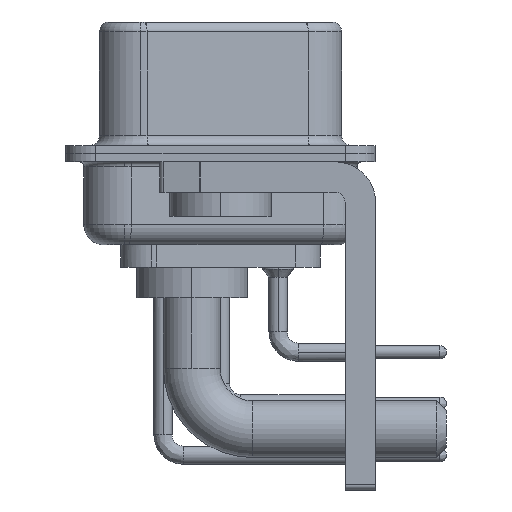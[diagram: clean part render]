
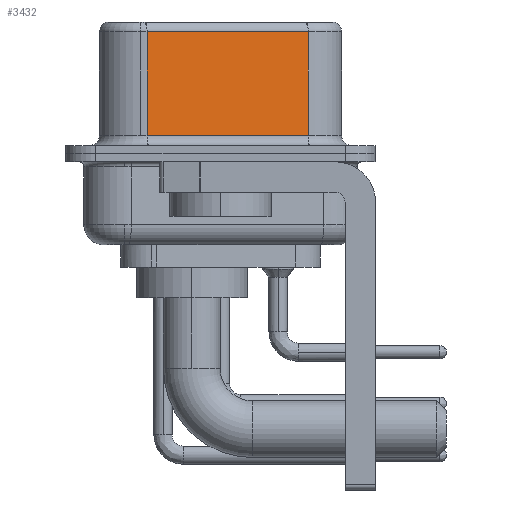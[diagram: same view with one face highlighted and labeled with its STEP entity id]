
A CAD part, left-side view. The second image highlights one B-rep face of the part: STEP entity #3432.
In plain terms, the highlighted planar face has unit normal (-0.985, -0.174, 0).
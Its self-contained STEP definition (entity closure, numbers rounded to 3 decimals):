
#495 = DIRECTION ( 'NONE',  ( 0., 0., -1. ) ) ;
#3432 = ADVANCED_FACE ( 'NONE', ( #22244 ), #6028, .F. ) ;
#4061 = VECTOR ( 'NONE', #23019, 1000. ) ;
#5471 = LINE ( 'NONE', #11331, #25419 ) ;
#5499 = VERTEX_POINT ( 'NONE', #22643 ) ;
#6028 = PLANE ( 'NONE',  #20398 ) ;
#9783 = EDGE_CURVE ( 'NONE', #30136, #5499, #5471, .T. ) ;
#11331 = CARTESIAN_POINT ( 'NONE',  ( 5.132, -4.322, 6.52 ) ) ;
#11944 = ORIENTED_EDGE ( 'NONE', *, *, #31443, .T. ) ;
#12133 = CARTESIAN_POINT ( 'NONE',  ( 5.132, -4.322, 0.9 ) ) ;
#13493 = DIRECTION ( 'NONE',  ( 0.985, 0.174, 0. ) ) ;
#14002 = EDGE_CURVE ( 'NONE', #30136, #16468, #31910, .T. ) ;
#15017 = ORIENTED_EDGE ( 'NONE', *, *, #9783, .F. ) ;
#15592 = EDGE_CURVE ( 'NONE', #31496, #5499, #33849, .T. ) ;
#16468 = VERTEX_POINT ( 'NONE', #32188 ) ;
#18572 = DIRECTION ( 'NONE',  ( -0.174, 0.985, 0. ) ) ;
#20228 = CARTESIAN_POINT ( 'NONE',  ( 5.132, -4.322, 6.02 ) ) ;
#20398 = AXIS2_PLACEMENT_3D ( 'NONE', #32896, #13493, #21884 ) ;
#20544 = CARTESIAN_POINT ( 'NONE',  ( 5.132, -4.322, 6.02 ) ) ;
#21884 = DIRECTION ( 'NONE',  ( -0.174, 0.985, 0. ) ) ;
#22244 = FACE_OUTER_BOUND ( 'NONE', #31988, .T. ) ;
#22599 = VECTOR ( 'NONE', #25756, 1000. ) ;
#22643 = CARTESIAN_POINT ( 'NONE',  ( 5.132, -4.322, 0.9 ) ) ;
#22755 = LINE ( 'NONE', #23101, #22599 ) ;
#23019 = DIRECTION ( 'NONE',  ( 0.174, -0.985, 0. ) ) ;
#23101 = CARTESIAN_POINT ( 'NONE',  ( 3.73, 3.628, 6.52 ) ) ;
#25242 = CARTESIAN_POINT ( 'NONE',  ( 3.73, 3.628, 0.9 ) ) ;
#25419 = VECTOR ( 'NONE', #495, 1000. ) ;
#25756 = DIRECTION ( 'NONE',  ( 0., 0., -1. ) ) ;
#27984 = ORIENTED_EDGE ( 'NONE', *, *, #14002, .T. ) ;
#30136 = VERTEX_POINT ( 'NONE', #20228 ) ;
#31443 = EDGE_CURVE ( 'NONE', #16468, #31496, #22755, .T. ) ;
#31496 = VERTEX_POINT ( 'NONE', #25242 ) ;
#31869 = VECTOR ( 'NONE', #18572, 1000. ) ;
#31910 = LINE ( 'NONE', #20544, #31869 ) ;
#31988 = EDGE_LOOP ( 'NONE', ( #15017, #27984, #11944, #32722 ) ) ;
#32188 = CARTESIAN_POINT ( 'NONE',  ( 3.73, 3.628, 6.02 ) ) ;
#32722 = ORIENTED_EDGE ( 'NONE', *, *, #15592, .T. ) ;
#32896 = CARTESIAN_POINT ( 'NONE',  ( 5.132, -4.322, 6.52 ) ) ;
#33849 = LINE ( 'NONE', #12133, #4061 ) ;
